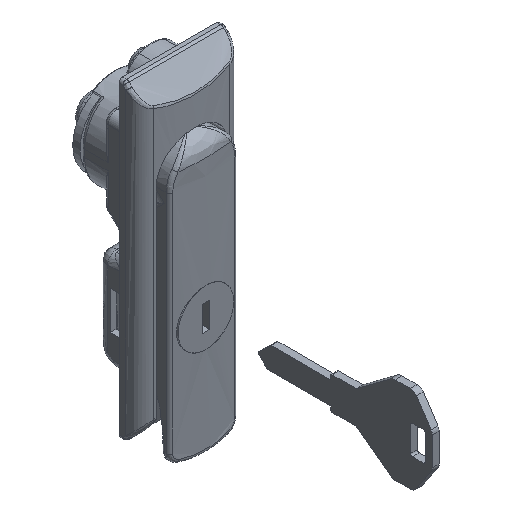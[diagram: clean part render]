
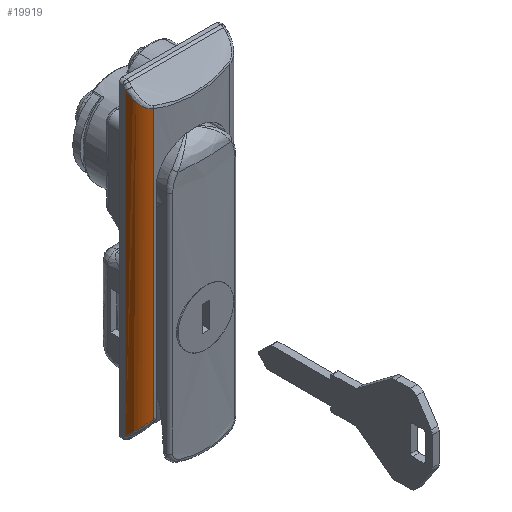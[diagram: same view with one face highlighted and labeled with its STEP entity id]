
A CAD part, isometric view. The second image highlights one B-rep face of the part: STEP entity #19919.
In plain terms, the highlighted free-form (B-spline) face has degree [1, 2] with [2, 3] control points.
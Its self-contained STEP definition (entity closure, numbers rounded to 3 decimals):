
#18668=CARTESIAN_POINT('',(-19.391,14.,-59.185));
#18669=VERTEX_POINT('',#18668);
#18823=CARTESIAN_POINT('',(-23.575,10.493,-55.17));
#18824=VERTEX_POINT('',#18823);
#18838=CARTESIAN_POINT('',(-19.391,14.,-59.185));
#18839=CARTESIAN_POINT('',(-19.626,14.,-58.994));
#18840=CARTESIAN_POINT('',(-19.857,13.981,-58.802));
#18841=CARTESIAN_POINT('',(-20.311,13.906,-58.415));
#18842=CARTESIAN_POINT('',(-20.533,13.85,-58.22));
#18843=CARTESIAN_POINT('',(-20.806,13.758,-57.975));
#18844=CARTESIAN_POINT('',(-20.861,13.738,-57.926));
#18845=CARTESIAN_POINT('',(-20.968,13.697,-57.828));
#18846=CARTESIAN_POINT('',(-21.022,13.675,-57.779));
#18847=CARTESIAN_POINT('',(-21.18,13.607,-57.633));
#18848=CARTESIAN_POINT('',(-21.284,13.557,-57.537));
#18849=CARTESIAN_POINT('',(-21.588,13.395,-57.249));
#18850=CARTESIAN_POINT('',(-21.783,13.27,-57.06));
#18851=CARTESIAN_POINT('',(-22.064,13.056,-56.783));
#18852=CARTESIAN_POINT('',(-22.155,12.98,-56.691));
#18853=CARTESIAN_POINT('',(-22.289,12.859,-56.556));
#18854=CARTESIAN_POINT('',(-22.333,12.817,-56.511));
#18855=CARTESIAN_POINT('',(-22.42,12.731,-56.422));
#18856=CARTESIAN_POINT('',(-22.463,12.687,-56.377));
#18857=CARTESIAN_POINT('',(-22.674,12.46,-56.159));
#18858=CARTESIAN_POINT('',(-22.829,12.262,-55.994));
#18859=CARTESIAN_POINT('',(-23.039,11.934,-55.768));
#18860=CARTESIAN_POINT('',(-23.106,11.819,-55.695));
#18861=CARTESIAN_POINT('',(-23.199,11.638,-55.593));
#18862=CARTESIAN_POINT('',(-23.229,11.576,-55.56));
#18863=CARTESIAN_POINT('',(-23.286,11.451,-55.496));
#18864=CARTESIAN_POINT('',(-23.313,11.387,-55.466));
#18865=CARTESIAN_POINT('',(-23.391,11.193,-55.379));
#18866=CARTESIAN_POINT('',(-23.437,11.06,-55.328));
#18867=CARTESIAN_POINT('',(-23.516,10.783,-55.238));
#18868=CARTESIAN_POINT('',(-23.549,10.641,-55.2));
#18869=CARTESIAN_POINT('',(-23.575,10.493,-55.17));
#18870=B_SPLINE_CURVE_WITH_KNOTS('',3,(#18838,#18839,#18840,#18841,#18842,#18843,#18844,#18845,#18846,#18847,#18848,#18849,#18850,#18851,#18852,#18853,#18854,#18855,#18856,#18857,#18858,#18859,#18860,#18861,#18862,#18863,#18864,#18865,#18866,#18867,#18868,#18869),.UNSPECIFIED.,.F.,.U.,(4,2,2,2,2,2,2,2,2,2,2,2,2,2,2,4),(0.0,0.125,0.25,0.281,0.313,0.375,0.5,0.562,0.594,0.625,0.75,0.812,0.844,0.875,0.937,1.0),.UNSPECIFIED.);
#18871=EDGE_CURVE('',#18669,#18824,#18870,.T.);
#19494=CARTESIAN_POINT('',(-19.391,14.,23.185));
#19495=VERTEX_POINT('',#19494);
#19641=CARTESIAN_POINT('',(-23.575,10.493,19.17));
#19642=VERTEX_POINT('',#19641);
#19821=CARTESIAN_POINT('',(-23.575,10.493,19.17));
#19822=CARTESIAN_POINT('',(-23.549,10.641,19.2));
#19823=CARTESIAN_POINT('',(-23.516,10.784,19.238));
#19824=CARTESIAN_POINT('',(-23.436,11.06,19.328));
#19825=CARTESIAN_POINT('',(-23.39,11.194,19.38));
#19826=CARTESIAN_POINT('',(-23.313,11.389,19.467));
#19827=CARTESIAN_POINT('',(-23.285,11.453,19.497));
#19828=CARTESIAN_POINT('',(-23.228,11.579,19.561));
#19829=CARTESIAN_POINT('',(-23.198,11.64,19.594));
#19830=CARTESIAN_POINT('',(-23.105,11.821,19.696));
#19831=CARTESIAN_POINT('',(-23.038,11.935,19.769));
#19832=CARTESIAN_POINT('',(-22.897,12.155,19.921));
#19833=CARTESIAN_POINT('',(-22.823,12.26,20.));
#19834=CARTESIAN_POINT('',(-22.705,12.411,20.125));
#19835=CARTESIAN_POINT('',(-22.665,12.46,20.167));
#19836=CARTESIAN_POINT('',(-22.584,12.555,20.252));
#19837=CARTESIAN_POINT('',(-22.543,12.602,20.295));
#19838=CARTESIAN_POINT('',(-22.333,12.827,20.512));
#19839=CARTESIAN_POINT('',(-22.155,12.987,20.693));
#19840=CARTESIAN_POINT('',(-21.874,13.201,20.971));
#19841=CARTESIAN_POINT('',(-21.778,13.268,21.065));
#19842=CARTESIAN_POINT('',(-21.63,13.363,21.208));
#19843=CARTESIAN_POINT('',(-21.58,13.393,21.256));
#19844=CARTESIAN_POINT('',(-21.479,13.452,21.352));
#19845=CARTESIAN_POINT('',(-21.428,13.48,21.4));
#19846=CARTESIAN_POINT('',(-21.171,13.616,21.643));
#19847=CARTESIAN_POINT('',(-20.96,13.706,21.837));
#19848=CARTESIAN_POINT('',(-20.529,13.851,22.224));
#19849=CARTESIAN_POINT('',(-20.308,13.906,22.417));
#19850=CARTESIAN_POINT('',(-19.857,13.981,22.802));
#19851=CARTESIAN_POINT('',(-19.627,14.,22.994));
#19852=CARTESIAN_POINT('',(-19.391,14.,23.185));
#19853=B_SPLINE_CURVE_WITH_KNOTS('',3,(#19821,#19822,#19823,#19824,#19825,#19826,#19827,#19828,#19829,#19830,#19831,#19832,#19833,#19834,#19835,#19836,#19837,#19838,#19839,#19840,#19841,#19842,#19843,#19844,#19845,#19846,#19847,#19848,#19849,#19850,#19851,#19852),.UNSPECIFIED.,.F.,.U.,(4,2,2,2,2,2,2,2,2,2,2,2,2,2,2,4),(0.0,0.063,0.125,0.156,0.188,0.25,0.313,0.344,0.375,0.5,0.562,0.594,0.625,0.75,0.875,1.0),.UNSPECIFIED.);
#19854=EDGE_CURVE('',#19642,#19495,#19853,.T.);
#19891=CARTESIAN_POINT('',(-23.604,10.31,-61.244));
#19892=CARTESIAN_POINT('',(-23.604,10.31,25.296));
#19893=CARTESIAN_POINT('',(-23.091,14.17,-61.244));
#19894=CARTESIAN_POINT('',(-23.091,14.17,25.296));
#19895=CARTESIAN_POINT('',(-19.2,13.996,-61.244));
#19896=CARTESIAN_POINT('',(-19.2,13.996,25.296));
#19904=(BOUNDED_SURFACE()B_SPLINE_SURFACE(1,2,((#19891,#19893,#19895),(#19892,#19894,#19896)),.UNSPECIFIED.,.F.,.F.,.U.)B_SPLINE_SURFACE_WITH_KNOTS((2,2),(3,3),(0.0,86.54),(0.0,6.611),.UNSPECIFIED.)GEOMETRIC_REPRESENTATION_ITEM()RATIONAL_B_SPLINE_SURFACE(((1.0,0.737,1.0),(1.0,0.737,1.0)))REPRESENTATION_ITEM('')SURFACE());
#19905=CARTESIAN_POINT('',(-23.575,10.493,19.17));
#19906=CARTESIAN_POINT('',(-23.575,10.493,-55.17));
#19907=QUASI_UNIFORM_CURVE('',1,(#19905,#19906),.UNSPECIFIED.,.F.,.U.);
#19908=EDGE_CURVE('',#19642,#18824,#19907,.T.);
#19909=ORIENTED_EDGE('',*,*,#19908,.F.);
#19910=ORIENTED_EDGE('',*,*,#19854,.T.);
#19911=CARTESIAN_POINT('',(-19.391,14.,-59.185));
#19912=CARTESIAN_POINT('',(-19.391,14.,23.185));
#19913=QUASI_UNIFORM_CURVE('',1,(#19911,#19912),.UNSPECIFIED.,.F.,.U.);
#19914=EDGE_CURVE('',#18669,#19495,#19913,.T.);
#19915=ORIENTED_EDGE('',*,*,#19914,.F.);
#19916=ORIENTED_EDGE('',*,*,#18871,.T.);
#19917=EDGE_LOOP('',(#19909,#19910,#19915,#19916));
#19918=FACE_OUTER_BOUND('',#19917,.T.);
#19919=ADVANCED_FACE('',(#19918),#19904,.T.);
